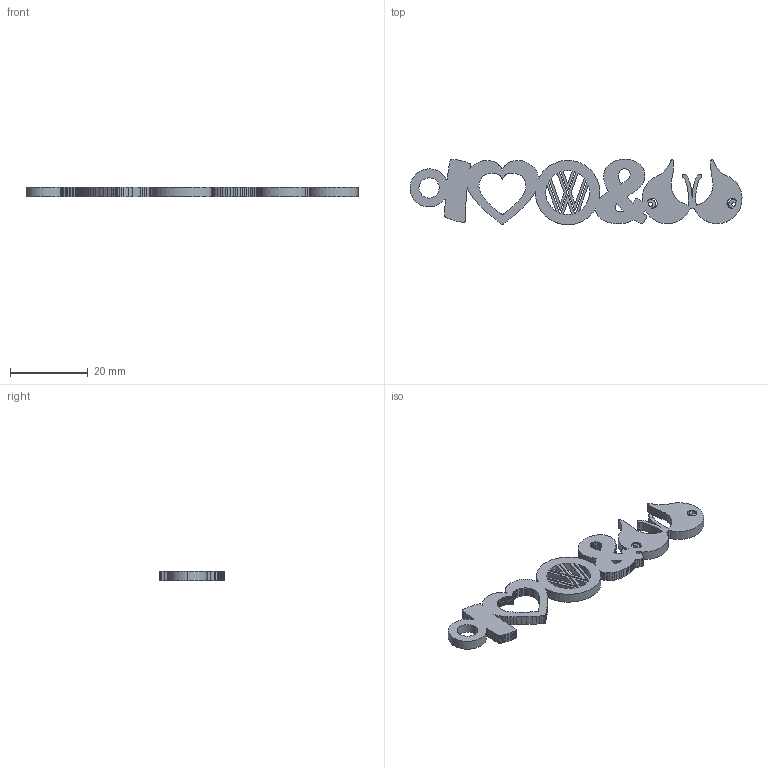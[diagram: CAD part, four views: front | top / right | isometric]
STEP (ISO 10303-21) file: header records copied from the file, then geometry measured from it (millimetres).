
FILE_DESCRIPTION(('FreeCAD Model'),'2;1');
FILE_NAME('Open CASCADE Shape Model','2025-05-04T05:48:20',('FreeCAD'),( 'FreeCAD'),'Open CASCADE STEP processor 7.6','FreeCAD','Unknown');
FILE_SCHEMA(('AUTOMOTIVE_DESIGN { 1 0 10303 214 1 1 1 1 }'));
Length unit declared in the file: millimetre
Products named in the file (1): Open CASCADE STEP translator 7.6 1
Bounding box: 85.23 x 16.83 x 2.45 mm (x, y, z)
Volume: 1929.3 mm3; surface area: 2989.2 mm2
Topology: 1 solids, 1 shells, 484 faces, 1446 edges, 964 vertices
Faces by surface type: bspline 484
Entity records: 14754 total; most frequent: CARTESIAN_POINT 6209, ORIENTED_EDGE 2892, EDGE_CURVE 1446, B_SPLINE_CURVE_WITH_KNOTS 1302, VERTEX_POINT 964, FACE_BOUND 514, EDGE_LOOP 514, ADVANCED_FACE 484
